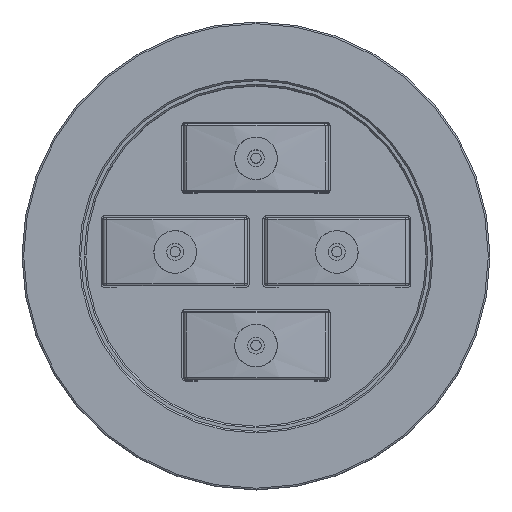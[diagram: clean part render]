
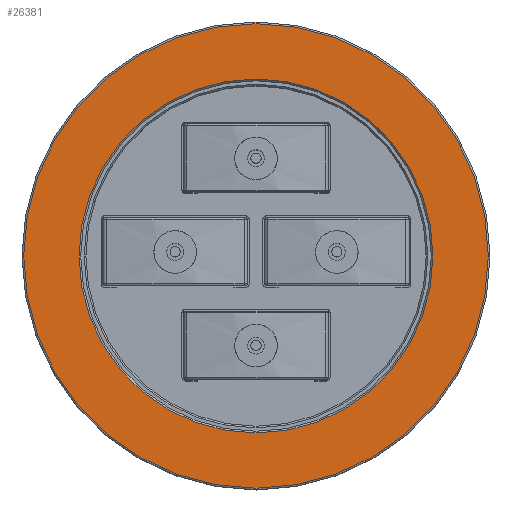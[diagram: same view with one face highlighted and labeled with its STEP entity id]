
A CAD part, top view. The second image highlights one B-rep face of the part: STEP entity #26381.
In plain terms, the highlighted planar face has unit normal (0, 0, 1).
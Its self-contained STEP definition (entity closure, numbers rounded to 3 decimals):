
#354 = CARTESIAN_POINT ( 'NONE',  ( 0., 27.3, 0. ) ) ;
#1373 = DIRECTION ( 'NONE',  ( 0., 1., 0. ) ) ;
#2860 = CARTESIAN_POINT ( 'NONE',  ( 0., 0., 0. ) ) ;
#3064 = DIRECTION ( 'NONE',  ( 0., 0., 1. ) ) ;
#4029 = FACE_BOUND ( 'NONE', #7455, .T. ) ;
#7110 = CARTESIAN_POINT ( 'NONE',  ( 0., 0., 0. ) ) ;
#7455 = EDGE_LOOP ( 'NONE', ( #9242 ) ) ;
#8117 = AXIS2_PLACEMENT_3D ( 'NONE', #7110, #31679, #1373 ) ;
#9223 = VERTEX_POINT ( 'NONE', #14054 ) ;
#9242 = ORIENTED_EDGE ( 'NONE', *, *, #25540, .T. ) ;
#14054 = CARTESIAN_POINT ( 'NONE',  ( 0., 20.8, 0. ) ) ;
#17150 = VERTEX_POINT ( 'NONE', #354 ) ;
#21262 = FACE_OUTER_BOUND ( 'NONE', #30634, .T. ) ;
#22472 = CIRCLE ( 'NONE', #26705, 27.3 ) ;
#23213 = DIRECTION ( 'NONE',  ( 0., 1., 0. ) ) ;
#25540 = EDGE_CURVE ( 'NONE', #9223, #9223, #42054, .T. ) ;
#26381 = ADVANCED_FACE ( 'NONE', ( #4029, #21262 ), #31024, .F. ) ;
#26490 = AXIS2_PLACEMENT_3D ( 'NONE', #32262, #39140, #36064 ) ;
#26705 = AXIS2_PLACEMENT_3D ( 'NONE', #2860, #3064, #23213 ) ;
#27929 = ORIENTED_EDGE ( 'NONE', *, *, #37512, .T. ) ;
#30634 = EDGE_LOOP ( 'NONE', ( #27929 ) ) ;
#31024 = PLANE ( 'NONE',  #8117 ) ;
#31679 = DIRECTION ( 'NONE',  ( 0., 0., -1. ) ) ;
#32262 = CARTESIAN_POINT ( 'NONE',  ( 0., 0., 0. ) ) ;
#36064 = DIRECTION ( 'NONE',  ( 0., 1., 0. ) ) ;
#37512 = EDGE_CURVE ( 'NONE', #17150, #17150, #22472, .T. ) ;
#39140 = DIRECTION ( 'NONE',  ( 0., 0., -1. ) ) ;
#42054 = CIRCLE ( 'NONE', #26490, 20.8 ) ;
